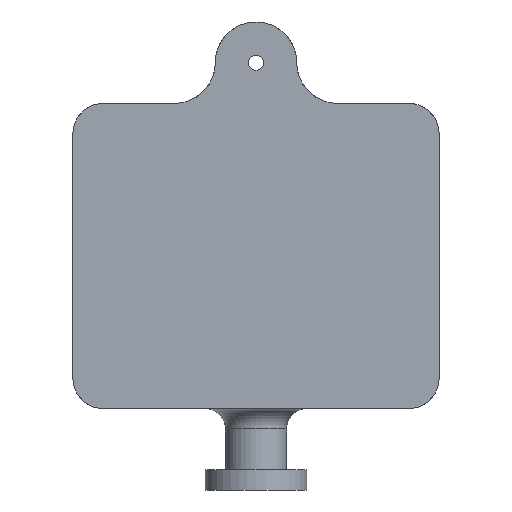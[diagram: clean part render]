
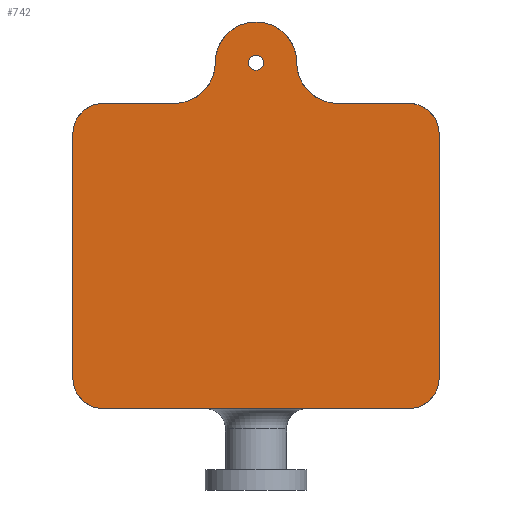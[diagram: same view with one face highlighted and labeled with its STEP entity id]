
A CAD part, left-side view. The second image highlights one B-rep face of the part: STEP entity #742.
In plain terms, the highlighted planar face has unit normal (-1, 0, 0).
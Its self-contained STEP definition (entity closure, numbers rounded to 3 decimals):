
#40=FACE_BOUND('',#279,.T.);
#57=PLANE('',#845);
#64=LINE('',#1108,#119);
#73=LINE('',#1147,#128);
#81=LINE('',#1162,#136);
#90=LINE('',#1224,#145);
#98=LINE('',#1256,#153);
#119=VECTOR('',#871,10.);
#128=VECTOR('',#910,10.);
#136=VECTOR('',#918,10.);
#145=VECTOR('',#987,10.);
#153=VECTOR('',#1009,10.);
#229=FACE_OUTER_BOUND('',#278,.T.);
#278=EDGE_LOOP('',(#688,#689,#690,#691,#692,#693,#694,#695,#696,#697,#698,
#699));
#279=EDGE_LOOP('',(#700,#701));
#290=CIRCLE('',#778,2.);
#291=CIRCLE('',#785,2.);
#292=CIRCLE('',#787,2.);
#299=CIRCLE('',#804,1.5);
#304=CIRCLE('',#813,1.5);
#310=CIRCLE('',#824,1.5);
#311=CIRCLE('',#828,1.5);
#316=CIRCLE('',#838,0.375);
#317=CIRCLE('',#839,0.375);
#322=VERTEX_POINT('',#1098);
#326=VERTEX_POINT('',#1106);
#337=VERTEX_POINT('',#1136);
#338=VERTEX_POINT('',#1138);
#340=VERTEX_POINT('',#1144);
#341=VERTEX_POINT('',#1146);
#348=VERTEX_POINT('',#1160);
#351=VERTEX_POINT('',#1170);
#360=VERTEX_POINT('',#1202);
#365=VERTEX_POINT('',#1223);
#373=VERTEX_POINT('',#1245);
#376=VERTEX_POINT('',#1254);
#385=VERTEX_POINT('',#1294);
#386=VERTEX_POINT('',#1296);
#397=EDGE_CURVE('',#326,#322,#64,.T.);
#410=EDGE_CURVE('',#337,#338,#290,.T.);
#414=EDGE_CURVE('',#340,#341,#73,.T.);
#422=EDGE_CURVE('',#348,#337,#81,.T.);
#426=EDGE_CURVE('',#338,#351,#291,.T.);
#428=EDGE_CURVE('',#351,#340,#292,.T.);
#442=EDGE_CURVE('',#322,#360,#299,.T.);
#450=EDGE_CURVE('',#360,#365,#90,.T.);
#459=EDGE_CURVE('',#373,#326,#304,.T.);
#464=EDGE_CURVE('',#376,#373,#98,.T.);
#474=EDGE_CURVE('',#365,#348,#310,.T.);
#478=EDGE_CURVE('',#341,#376,#311,.T.);
#485=EDGE_CURVE('',#386,#385,#316,.T.);
#486=EDGE_CURVE('',#385,#386,#317,.T.);
#688=ORIENTED_EDGE('',*,*,#426,.F.);
#689=ORIENTED_EDGE('',*,*,#410,.F.);
#690=ORIENTED_EDGE('',*,*,#422,.F.);
#691=ORIENTED_EDGE('',*,*,#474,.F.);
#692=ORIENTED_EDGE('',*,*,#450,.F.);
#693=ORIENTED_EDGE('',*,*,#442,.F.);
#694=ORIENTED_EDGE('',*,*,#397,.F.);
#695=ORIENTED_EDGE('',*,*,#459,.F.);
#696=ORIENTED_EDGE('',*,*,#464,.F.);
#697=ORIENTED_EDGE('',*,*,#478,.F.);
#698=ORIENTED_EDGE('',*,*,#414,.F.);
#699=ORIENTED_EDGE('',*,*,#428,.F.);
#700=ORIENTED_EDGE('',*,*,#485,.T.);
#701=ORIENTED_EDGE('',*,*,#486,.T.);
#742=ADVANCED_FACE('',(#229,#40),#57,.F.);
#778=AXIS2_PLACEMENT_3D('',#1139,#903,#904);
#785=AXIS2_PLACEMENT_3D('',#1171,#929,#930);
#787=AXIS2_PLACEMENT_3D('',#1174,#934,#935);
#804=AXIS2_PLACEMENT_3D('',#1203,#971,#972);
#813=AXIS2_PLACEMENT_3D('',#1247,#999,#1000);
#824=AXIS2_PLACEMENT_3D('',#1275,#1029,#1030);
#828=AXIS2_PLACEMENT_3D('',#1281,#1039,#1040);
#838=AXIS2_PLACEMENT_3D('',#1297,#1061,#1062);
#839=AXIS2_PLACEMENT_3D('',#1298,#1063,#1064);
#845=AXIS2_PLACEMENT_3D('',#1309,#1080,#1081);
#871=DIRECTION('',(0.,1.,0.));
#903=DIRECTION('center_axis',(-1.,0.,0.));
#904=DIRECTION('ref_axis',(0.,-0.707,-0.707));
#910=DIRECTION('',(0.,-1.,0.));
#918=DIRECTION('',(0.,-1.,0.));
#929=DIRECTION('center_axis',(1.,0.,0.));
#930=DIRECTION('ref_axis',(0.,0.707,0.707));
#934=DIRECTION('center_axis',(-1.,0.,0.));
#935=DIRECTION('ref_axis',(0.,0.707,-0.707));
#971=DIRECTION('center_axis',(1.,0.,0.));
#972=DIRECTION('ref_axis',(0.,0.707,-0.707));
#987=DIRECTION('',(0.,0.,1.));
#999=DIRECTION('center_axis',(1.,0.,0.));
#1000=DIRECTION('ref_axis',(0.,-0.707,-0.707));
#1009=DIRECTION('',(0.,0.,-1.));
#1029=DIRECTION('center_axis',(1.,0.,0.));
#1030=DIRECTION('ref_axis',(0.,0.707,0.707));
#1039=DIRECTION('center_axis',(1.,0.,0.));
#1040=DIRECTION('ref_axis',(0.,-0.707,0.707));
#1061=DIRECTION('center_axis',(1.,0.,0.));
#1062=DIRECTION('ref_axis',(0.,0.,1.));
#1063=DIRECTION('center_axis',(1.,0.,0.));
#1064=DIRECTION('ref_axis',(0.,0.,1.));
#1080=DIRECTION('center_axis',(1.,0.,0.));
#1081=DIRECTION('ref_axis',(0.,1.,0.));
#1098=CARTESIAN_POINT('',(0.,16.5,0.));
#1106=CARTESIAN_POINT('',(0.,1.5,0.));
#1108=CARTESIAN_POINT('',(0.,0.,0.));
#1136=CARTESIAN_POINT('',(0.,13.,15.));
#1138=CARTESIAN_POINT('',(0.,11.,17.));
#1139=CARTESIAN_POINT('Origin',(0.,13.,17.));
#1144=CARTESIAN_POINT('',(0.,5.,15.));
#1146=CARTESIAN_POINT('',(0.,1.5,15.));
#1147=CARTESIAN_POINT('',(0.,18.,15.));
#1160=CARTESIAN_POINT('',(0.,16.5,15.));
#1162=CARTESIAN_POINT('',(0.,18.,15.));
#1170=CARTESIAN_POINT('',(0.,7.,17.));
#1171=CARTESIAN_POINT('Origin',(0.,9.,17.));
#1174=CARTESIAN_POINT('Origin',(0.,5.,17.));
#1202=CARTESIAN_POINT('',(0.,18.,1.5));
#1203=CARTESIAN_POINT('Origin',(0.,16.5,1.5));
#1223=CARTESIAN_POINT('',(0.,18.,13.5));
#1224=CARTESIAN_POINT('',(0.,18.,0.));
#1245=CARTESIAN_POINT('',(0.,0.,1.5));
#1247=CARTESIAN_POINT('Origin',(0.,1.5,1.5));
#1254=CARTESIAN_POINT('',(0.,0.,13.5));
#1256=CARTESIAN_POINT('',(0.,0.,15.));
#1275=CARTESIAN_POINT('Origin',(0.,16.5,13.5));
#1281=CARTESIAN_POINT('Origin',(0.,1.5,13.5));
#1294=CARTESIAN_POINT('',(0.,9.,16.625));
#1296=CARTESIAN_POINT('',(0.,9.,17.375));
#1297=CARTESIAN_POINT('Origin',(0.,9.,17.));
#1298=CARTESIAN_POINT('Origin',(0.,9.,17.));
#1309=CARTESIAN_POINT('Origin',(0.,9.,7.5));
